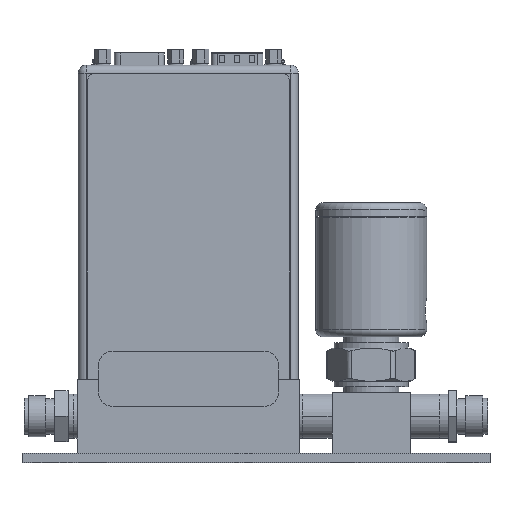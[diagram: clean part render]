
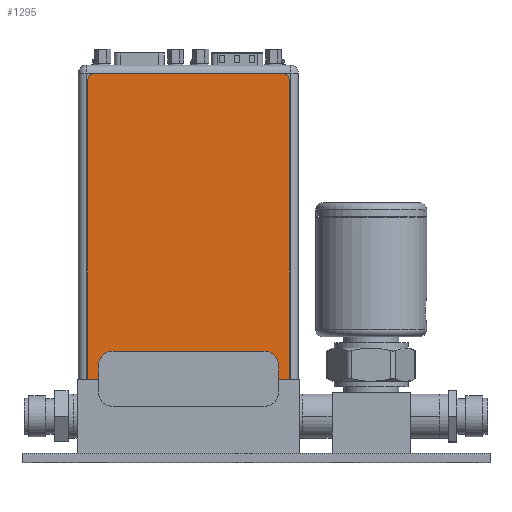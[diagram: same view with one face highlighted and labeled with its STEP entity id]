
A CAD part, top view. The second image highlights one B-rep face of the part: STEP entity #1295.
In plain terms, the highlighted planar face has unit normal (0, 0, 1).
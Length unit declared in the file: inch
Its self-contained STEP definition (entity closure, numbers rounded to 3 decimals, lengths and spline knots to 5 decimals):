
#1128=CARTESIAN_POINT('',(2.63,4.04,0.004));
#1129=DIRECTION('',(0.,0.,-1.));
#1130=DIRECTION('',(0.,1.,0.));
#1131=AXIS2_PLACEMENT_3D('',#1128,#1129,#1130);
#1133=DIRECTION('',(0.,-1.,0.));
#1134=VECTOR('',#1133,4.04);
#1135=CARTESIAN_POINT('',(2.73,4.04,0.004));
#1136=LINE('',#1135,#1134);
#1137=DIRECTION('',(-1.,0.,0.));
#1138=VECTOR('',#1137,2.73);
#1139=CARTESIAN_POINT('',(2.73,0.,0.004));
#1140=LINE('',#1139,#1138);
#1141=DIRECTION('',(0.,1.,0.));
#1142=VECTOR('',#1141,4.04);
#1143=CARTESIAN_POINT('',(0.,0.,0.004));
#1144=LINE('',#1143,#1142);
#1145=CARTESIAN_POINT('',(0.1,4.04,0.004));
#1146=DIRECTION('',(0.,0.,-1.));
#1147=DIRECTION('',(-1.,0.,0.));
#1148=AXIS2_PLACEMENT_3D('',#1145,#1146,#1147);
#1150=DIRECTION('',(1.,0.,0.));
#1151=VECTOR('',#1150,2.53);
#1152=CARTESIAN_POINT('',(0.1,4.14,0.004));
#1153=LINE('',#1152,#1151);
#1166=CARTESIAN_POINT('',(2.73,4.04,0.004));
#1167=VERTEX_POINT('',#1166);
#1168=CARTESIAN_POINT('',(2.63,4.14,0.004));
#1169=VERTEX_POINT('',#1168);
#1170=CARTESIAN_POINT('',(2.73,0.,0.004));
#1171=VERTEX_POINT('',#1170);
#1172=CARTESIAN_POINT('',(0.,0.,0.004));
#1173=VERTEX_POINT('',#1172);
#1174=CARTESIAN_POINT('',(0.,4.04,0.004));
#1175=VERTEX_POINT('',#1174);
#1176=CARTESIAN_POINT('',(0.1,4.14,0.004));
#1177=VERTEX_POINT('',#1176);
#1282=CARTESIAN_POINT('',(0.,0.,0.004));
#1283=DIRECTION('',(0.,0.,1.));
#1284=DIRECTION('',(1.,0.,0.));
#1285=AXIS2_PLACEMENT_3D('',#1282,#1283,#1284);
#1286=PLANE('',#1285);
#1287=ORIENTED_EDGE('',*,*,#1206,.T.);
#1288=ORIENTED_EDGE('',*,*,#1222,.T.);
#1289=ORIENTED_EDGE('',*,*,#1235,.T.);
#1290=ORIENTED_EDGE('',*,*,#1248,.T.);
#1291=ORIENTED_EDGE('',*,*,#1263,.T.);
#1292=ORIENTED_EDGE('',*,*,#1275,.T.);
#1293=EDGE_LOOP('',(#1287,#1288,#1289,#1290,#1291,#1292));
#1294=FACE_OUTER_BOUND('',#1293,.F.);
#1295=ADVANCED_FACE('',(#1294),#1286,.T.);
#1132=CIRCLE('',#1131,0.1);
#1149=CIRCLE('',#1148,0.1);
#1206=EDGE_CURVE('',#1169,#1167,#1132,.T.);
#1222=EDGE_CURVE('',#1167,#1171,#1136,.T.);
#1235=EDGE_CURVE('',#1171,#1173,#1140,.T.);
#1248=EDGE_CURVE('',#1173,#1175,#1144,.T.);
#1263=EDGE_CURVE('',#1175,#1177,#1149,.T.);
#1275=EDGE_CURVE('',#1177,#1169,#1153,.T.);
